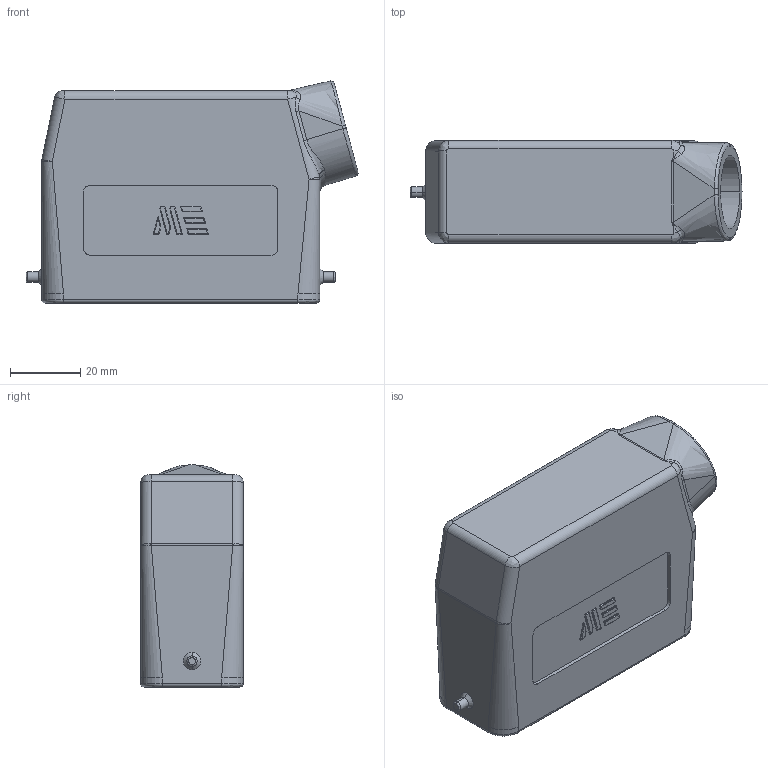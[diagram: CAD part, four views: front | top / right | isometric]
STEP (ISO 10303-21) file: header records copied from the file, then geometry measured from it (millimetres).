
FILE_DESCRIPTION (( 'STEP AP203' ), '1' );
FILE_NAME ('2936323005.step', '2025-02-12T17:56:53', ( '' ), ( '' ), 'SwSTEP 2.0', 'SolidWorks 2024', '' );
FILE_SCHEMA (( 'CONFIG_CONTROL_DESIGN' ));
Length unit declared in the file: inch
Products named in the file (1): 2936323005
Bounding box: 94.73 x 29.3 x 63.35 mm (x, y, z)
Volume: 44150.3 mm3; surface area: 29551.2 mm2
Topology: 1 solids, 1 shells, 302 faces, 706 edges, 424 vertices
Faces by surface type: plane 119, cylinder 113, bspline 58, cone 12
Entity records: 10272 total; most frequent: CARTESIAN_POINT 3916, ORIENTED_EDGE 1404, DIRECTION 1152, EDGE_CURVE 702, VERTEX_POINT 424, VECTOR 418, LINE 418, AXIS2_PLACEMENT_3D 367
